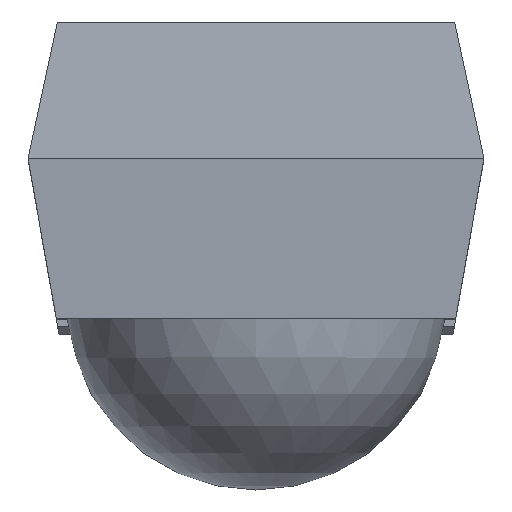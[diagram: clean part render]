
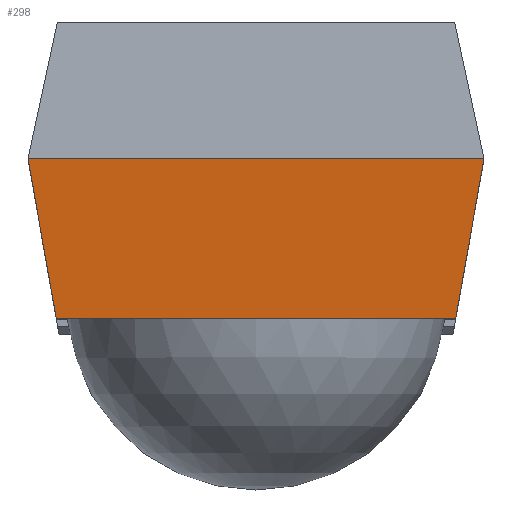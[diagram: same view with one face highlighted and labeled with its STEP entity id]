
A CAD part, top view. The second image highlights one B-rep face of the part: STEP entity #298.
In plain terms, the highlighted planar face has unit normal (0, -0.091, 0.996).
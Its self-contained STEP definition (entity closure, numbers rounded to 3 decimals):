
#40 = VERTEX_POINT('',#41);
#41 = CARTESIAN_POINT('',(3.,-1.8,30.5));
#47 = EDGE_CURVE('',#40,#48,#50,.T.);
#48 = VERTEX_POINT('',#49);
#49 = CARTESIAN_POINT('',(2.627,-3.9,30.309));
#50 = LINE('',#51,#52);
#51 = CARTESIAN_POINT('',(2.914,-2.284,30.456
    ));
#52 = VECTOR('',#53,1.);
#53 = DIRECTION('',(-0.174,-0.981,-0.089)
  );
#269 = EDGE_CURVE('',#48,#270,#272,.T.);
#270 = VERTEX_POINT('',#271);
#271 = CARTESIAN_POINT('',(-2.627,-3.9,30.309));
#272 = LINE('',#273,#274);
#273 = CARTESIAN_POINT('',(12.008,-3.9,30.309));
#274 = VECTOR('',#275,1.);
#275 = DIRECTION('',(-1.,0.,0.));
#298 = ADVANCED_FACE('',(#299),#317,.T.);
#299 = FACE_BOUND('',#300,.T.);
#300 = EDGE_LOOP('',(#301,#302,#310,#316));
#301 = ORIENTED_EDGE('',*,*,#47,.F.);
#302 = ORIENTED_EDGE('',*,*,#303,.T.);
#303 = EDGE_CURVE('',#40,#304,#306,.T.);
#304 = VERTEX_POINT('',#305);
#305 = CARTESIAN_POINT('',(-3.,-1.8,30.5));
#306 = LINE('',#307,#308);
#307 = CARTESIAN_POINT('',(12.062,-1.8,30.5));
#308 = VECTOR('',#309,1.);
#309 = DIRECTION('',(-1.,0.,0.));
#310 = ORIENTED_EDGE('',*,*,#311,.T.);
#311 = EDGE_CURVE('',#304,#270,#312,.T.);
#312 = LINE('',#313,#314);
#313 = CARTESIAN_POINT('',(-2.549,-4.343,
    30.269));
#314 = VECTOR('',#315,1.);
#315 = DIRECTION('',(0.174,-0.981,-0.089)
  );
#316 = ORIENTED_EDGE('',*,*,#269,.F.);
#317 = PLANE('',#318);
#318 = AXIS2_PLACEMENT_3D('',#319,#320,#321);
#319 = CARTESIAN_POINT('',(12.062,-1.8,30.5));
#320 = DIRECTION('',(0.,-0.091,
    0.996));
#321 = DIRECTION('',(0.,-0.996,
    -0.091));
